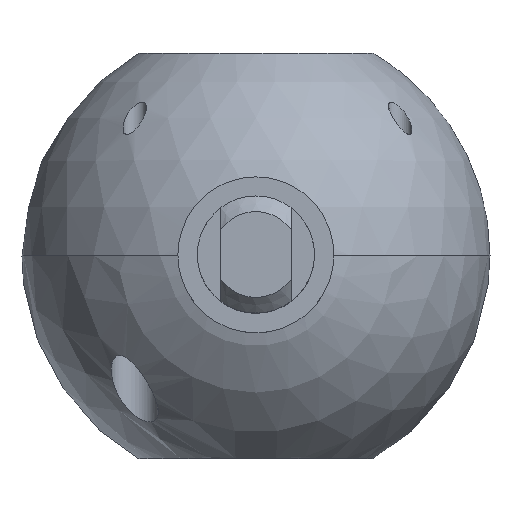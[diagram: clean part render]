
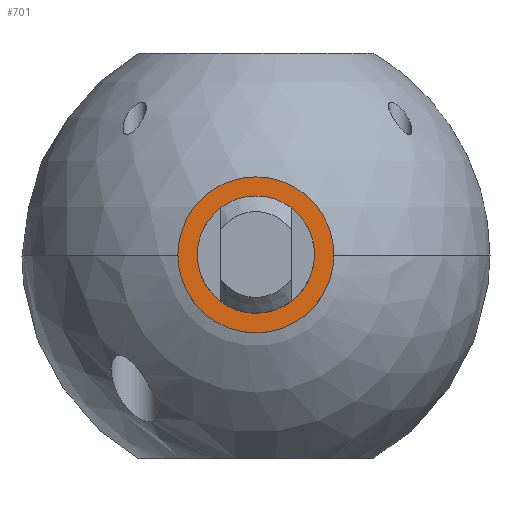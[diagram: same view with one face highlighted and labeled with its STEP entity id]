
A CAD part, top view. The second image highlights one B-rep face of the part: STEP entity #701.
In plain terms, the highlighted planar face has unit normal (0, 0, 1).
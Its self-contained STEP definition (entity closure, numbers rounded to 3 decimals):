
#259=ORIENTED_EDGE('',*,*,#352,.F.);
#260=ORIENTED_EDGE('',*,*,#366,.F.);
#352=EDGE_CURVE('',#424,#424,#472,.F.);
#366=EDGE_CURVE('',#434,#434,#478,.T.);
#424=VERTEX_POINT('',#1411);
#434=VERTEX_POINT('',#1450);
#472=CIRCLE('',#819,7.5);
#478=CIRCLE('',#828,10.);
#551=EDGE_LOOP('',(#259));
#552=EDGE_LOOP('',(#260));
#633=FACE_BOUND('',#551,.T.);
#634=FACE_BOUND('',#552,.T.);
#656=PLANE('',#830);
#701=ADVANCED_FACE('',(#633,#634),#656,.F.);
#819=AXIS2_PLACEMENT_3D('',#1410,#1004,#1005);
#828=AXIS2_PLACEMENT_3D('',#1449,#1026,#1027);
#830=AXIS2_PLACEMENT_3D('',#1452,#1030,#1031);
#1004=DIRECTION('',(0.,0.,-1.));
#1005=DIRECTION('',(-1.,0.,0.));
#1026=DIRECTION('',(0.,0.,-1.));
#1027=DIRECTION('',(1.,0.,0.));
#1030=DIRECTION('',(0.,0.,-1.));
#1031=DIRECTION('',(-1.,0.,0.));
#1410=CARTESIAN_POINT('',(0.,0.,60.));
#1411=CARTESIAN_POINT('',(-7.5,0.,60.));
#1449=CARTESIAN_POINT('',(0.,0.,60.));
#1450=CARTESIAN_POINT('',(10.,0.,60.));
#1452=CARTESIAN_POINT('',(0.,0.,60.));
